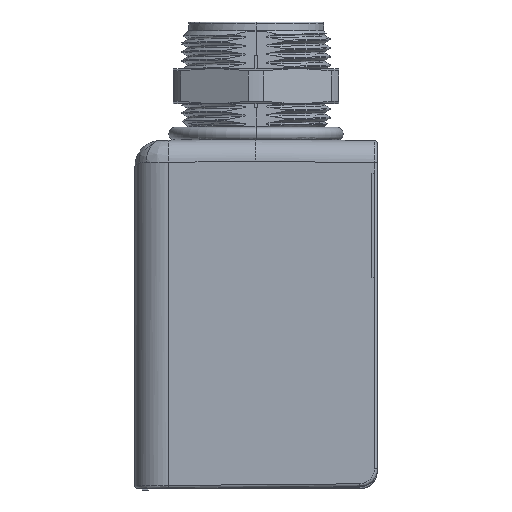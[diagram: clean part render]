
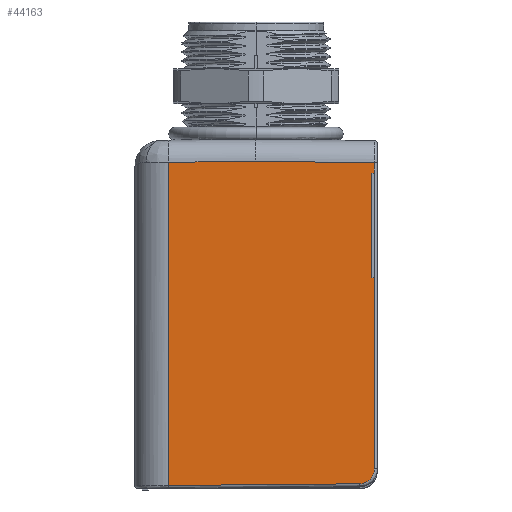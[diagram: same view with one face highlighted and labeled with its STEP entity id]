
A CAD part, left-side view. The second image highlights one B-rep face of the part: STEP entity #44163.
In plain terms, the highlighted planar face has unit normal (-1, 0.026, 0).
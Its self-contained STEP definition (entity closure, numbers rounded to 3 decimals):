
#2468 = VERTEX_POINT ( 'NONE', #41682 ) ;
#3240 = CARTESIAN_POINT ( 'NONE',  ( -11.984, -13.292, -3.85 ) ) ;
#3594 = LINE ( 'NONE', #11918, #48181 ) ;
#3612 = FACE_OUTER_BOUND ( 'NONE', #54010, .T. ) ;
#4429 = CARTESIAN_POINT ( 'NONE',  ( -11.634, 0.065, -2.5 ) ) ;
#5051 = CARTESIAN_POINT ( 'NONE',  ( -11.992, -13.592, -38.764 ) ) ;
#5080 = ORIENTED_EDGE ( 'NONE', *, *, #25655, .T. ) ;
#5190 = DIRECTION ( 'NONE',  ( 0.026, 1., 0.009 ) ) ;
#5374 = ORIENTED_EDGE ( 'NONE', *, *, #46794, .T. ) ;
#5591 = CARTESIAN_POINT ( 'NONE',  ( -11.992, -13.592, -37.775 ) ) ;
#5976 = LINE ( 'NONE', #65237, #41723 ) ;
#8345 = CARTESIAN_POINT ( 'NONE',  ( -11.984, -13.292, -15.85 ) ) ;
#9279 = CARTESIAN_POINT ( 'NONE',  ( -11.992, -13.592, -3.85 ) ) ;
#9687 = ORIENTED_EDGE ( 'NONE', *, *, #41797, .T. ) ;
#9923 = VERTEX_POINT ( 'NONE', #9279 ) ;
#10441 = PLANE ( 'NONE',  #75169 ) ;
#11053 = VERTEX_POINT ( 'NONE', #27180 ) ;
#11528 = VECTOR ( 'NONE', #41958, 1000. ) ;
#11918 = CARTESIAN_POINT ( 'NONE',  ( -11.992, -13.592, -40. ) ) ;
#12274 = CARTESIAN_POINT ( 'NONE',  ( -12., -13.9, -15.85 ) ) ;
#15961 = DIRECTION ( 'NONE',  ( -0.026, -1., 0.009 ) ) ;
#16284 = LINE ( 'NONE', #48589, #59859 ) ;
#16791 = CARTESIAN_POINT ( 'NONE',  ( -12., -13.9, -40. ) ) ;
#18015 = ORIENTED_EDGE ( 'NONE', *, *, #61812, .T. ) ;
#18208 = VECTOR ( 'NONE', #73650, 1000. ) ;
#19360 = LINE ( 'NONE', #29197, #11528 ) ;
#21102 = EDGE_CURVE ( 'NONE', #67261, #2468, #16284, .T. ) ;
#21283 = ORIENTED_EDGE ( 'NONE', *, *, #81857, .T. ) ;
#23458 = DIRECTION ( 'NONE',  ( -1., 0.026, 0. ) ) ;
#23821 = CARTESIAN_POINT ( 'NONE',  ( -11.992, -13.592, -40. ) ) ;
#23963 = ORIENTED_EDGE ( 'NONE', *, *, #47604, .F. ) ;
#25655 = EDGE_CURVE ( 'NONE', #75262, #40724, #79924, .T. ) ;
#26778 = VECTOR ( 'NONE', #76340, 1000. ) ;
#27180 = CARTESIAN_POINT ( 'NONE',  ( -11.992, -13.592, -2.619 ) ) ;
#29197 = CARTESIAN_POINT ( 'NONE',  ( -11.984, -13.292, -40. ) ) ;
#32509 = DIRECTION ( 'NONE',  ( -0.026, -1., 0. ) ) ;
#32915 = CARTESIAN_POINT ( 'NONE',  ( -12., -13.9, -3.85 ) ) ;
#33671 = ORIENTED_EDGE ( 'NONE', *, *, #33692, .T. ) ;
#33692 = EDGE_CURVE ( 'NONE', #2468, #75262, #5976, .T. ) ;
#33712 = VERTEX_POINT ( 'NONE', #3240 ) ;
#34063 = LINE ( 'NONE', #23821, #18208 ) ;
#40724 = VERTEX_POINT ( 'NONE', #48346 ) ;
#41682 = CARTESIAN_POINT ( 'NONE',  ( -11.374, 10.005, -39.666 ) ) ;
#41723 = VECTOR ( 'NONE', #15961, 1000. ) ;
#41797 = EDGE_CURVE ( 'NONE', #9923, #11053, #3594, .T. ) ;
#41958 = DIRECTION ( 'NONE',  ( 0., 0., -1. ) ) ;
#43588 = CARTESIAN_POINT ( 'NONE',  ( -11.974, -12.896, -39.466 ) ) ;
#44163 = ADVANCED_FACE ( 'NONE', ( #3612 ), #10441, .T. ) ;
#46794 = EDGE_CURVE ( 'NONE', #11053, #66785, #58974, .T. ) ;
#47604 = EDGE_CURVE ( 'NONE', #33712, #79532, #19360, .T. ) ;
#48100 = ORIENTED_EDGE ( 'NONE', *, *, #69846, .F. ) ;
#48181 = VECTOR ( 'NONE', #56220, 1000. ) ;
#48346 = CARTESIAN_POINT ( 'NONE',  ( -11.992, -13.592, -37.775 ) ) ;
#48589 = CARTESIAN_POINT ( 'NONE',  ( -11.374, 10.005, -40. ) ) ;
#49063 = VECTOR ( 'NONE', #5190, 1000. ) ;
#51961 = VECTOR ( 'NONE', #32509, 1000. ) ;
#53365 = CARTESIAN_POINT ( 'NONE',  ( -12.009, -14.226, -2.625 ) ) ;
#53613 = LINE ( 'NONE', #74156, #59602 ) ;
#53952 = LINE ( 'NONE', #12274, #51961 ) ;
#54010 = EDGE_LOOP ( 'NONE', ( #48100, #9687, #5374, #21283, #67726, #33671, #5080, #18015, #69264, #23963 ) ) ;
#56220 = DIRECTION ( 'NONE',  ( 0., 0., 1. ) ) ;
#58078 = CARTESIAN_POINT ( 'NONE',  ( -11.374, 10.005, -2.587 ) ) ;
#58974 = LINE ( 'NONE', #53365, #49063 ) ;
#59602 = VECTOR ( 'NONE', #80784, 1000. ) ;
#59859 = VECTOR ( 'NONE', #63182, 1000. ) ;
#60099 = EDGE_CURVE ( 'NONE', #79532, #62763, #53952, .T. ) ;
#61118 = DIRECTION ( 'NONE',  ( 0., 0., 1. ) ) ;
#61812 = EDGE_CURVE ( 'NONE', #40724, #62763, #34063, .T. ) ;
#62443 = LINE ( 'NONE', #32915, #26778 ) ;
#62635 = CARTESIAN_POINT ( 'NONE',  ( -11.948, -11.907, -39.475 ) ) ;
#62763 = VERTEX_POINT ( 'NONE', #79634 ) ;
#63182 = DIRECTION ( 'NONE',  ( 0., 0., -1. ) ) ;
#65237 = CARTESIAN_POINT ( 'NONE',  ( -12., -13.895, -39.457 ) ) ;
#66785 = VERTEX_POINT ( 'NONE', #4429 ) ;
#67261 = VERTEX_POINT ( 'NONE', #58078 ) ;
#67726 = ORIENTED_EDGE ( 'NONE', *, *, #21102, .T. ) ;
#69264 = ORIENTED_EDGE ( 'NONE', *, *, #60099, .F. ) ;
#69846 = EDGE_CURVE ( 'NONE', #9923, #33712, #62443, .T. ) ;
#73650 = DIRECTION ( 'NONE',  ( 0., 0., 1. ) ) ;
#74156 = CARTESIAN_POINT ( 'NONE',  ( -11.991, -13.572, -2.381 ) ) ;
#75169 = AXIS2_PLACEMENT_3D ( 'NONE', #16791, #23458, #61118 ) ;
#75262 = VERTEX_POINT ( 'NONE', #76549 ) ;
#76340 = DIRECTION ( 'NONE',  ( 0.026, 1., 0. ) ) ;
#76549 = CARTESIAN_POINT ( 'NONE',  ( -11.948, -11.907, -39.475 ) ) ;
#79532 = VERTEX_POINT ( 'NONE', #8345 ) ;
#79634 = CARTESIAN_POINT ( 'NONE',  ( -11.992, -13.592, -15.85 ) ) ;
#79924 =( BOUNDED_CURVE ( )  B_SPLINE_CURVE ( 3, ( #62635, #43588, #5051, #5591 ),
 .UNSPECIFIED., .F., .F. ) 
 B_SPLINE_CURVE_WITH_KNOTS ( ( 4, 4 ),
 ( 1.58, 3.142 ),
 .UNSPECIFIED. ) 
 CURVE ( )  GEOMETRIC_REPRESENTATION_ITEM ( )  RATIONAL_B_SPLINE_CURVE ( ( 1., 0.807, 0.807, 1. ) ) 
 REPRESENTATION_ITEM ( '' )  );
#80784 = DIRECTION ( 'NONE',  ( 0.026, 1., -0.009 ) ) ;
#81857 = EDGE_CURVE ( 'NONE', #66785, #67261, #53613, .T. ) ;
